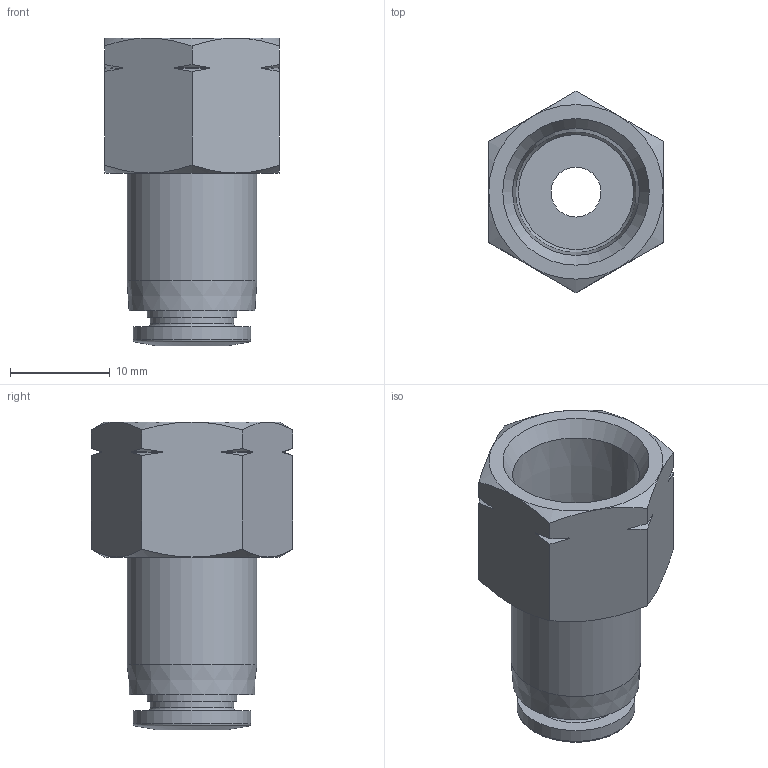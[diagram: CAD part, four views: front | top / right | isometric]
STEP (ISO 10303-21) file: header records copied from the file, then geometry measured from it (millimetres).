
FILE_DESCRIPTION(/* description */ ('STEP AP214'),/* implementation_level */ '2;1');
FILE_NAME(/* name */ '564644_QBF-1_4-1_4-U',/* time_stamp */ '2024-09-14T01:42:03+02:00',/* author */ ('License CC BY-ND 4.0'),/* organization */ ('CADENAS'),/* preprocessor_version */ 'ST-DEVELOPER v19.3',/* originating_system */ 'PARTsolutions',/* authorisation */ ' ');
FILE_SCHEMA (('AUTOMOTIVE_DESIGN {1 0 10303 214 3 1 1}'));
Length unit declared in the file: millimetre
Products named in the file (1): 564644 QBF-1/4-1/4-U
Bounding box: 17.46 x 20.16 x 30.8 mm (x, y, z)
Volume: 3594.7 mm3; surface area: 2834 mm2
Topology: 1 solids, 1 shells, 57 faces, 131 edges, 81 vertices
Faces by surface type: cone 29, plane 13, cylinder 12, torus 3
Full cylindrical faces by diameter (mm): 5 x1, 6.35 x1, 8.35 x1, 9 x1, 11.8 x1, 13 x1
Entity records: 1993 total; most frequent: CARTESIAN_POINT 398, ORIENTED_EDGE 232, DIRECTION 228, EDGE_CURVE 116, AXIS2_PLACEMENT_3D 102, VERTEX_POINT 80, EDGE_LOOP 78, FACE_BOUND 78
